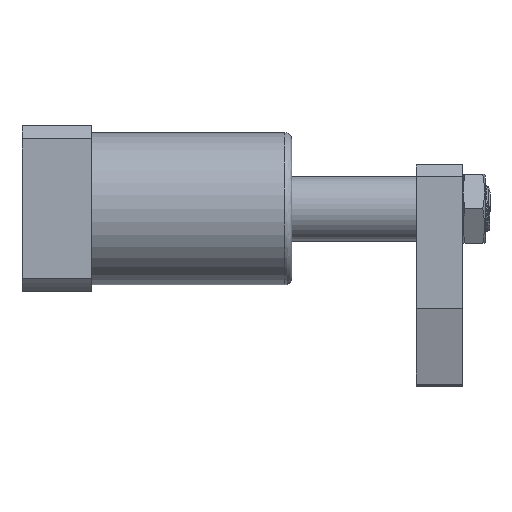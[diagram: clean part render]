
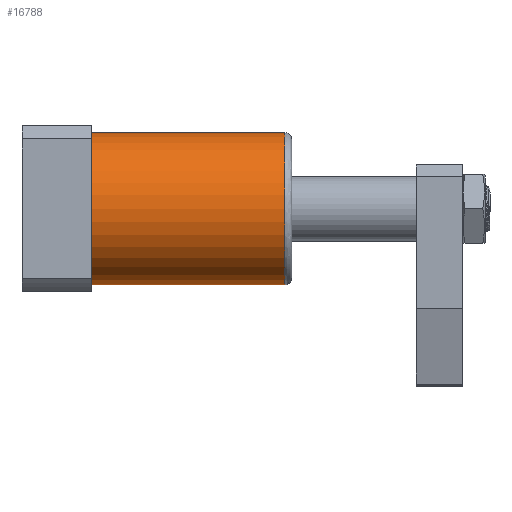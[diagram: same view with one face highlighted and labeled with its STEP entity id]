
A CAD part, top view. The second image highlights one B-rep face of the part: STEP entity #16788.
In plain terms, the highlighted cylindrical face has radius 33 mm (diameter 66 mm), a partial arc.
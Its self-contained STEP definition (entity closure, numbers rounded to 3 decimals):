
#5608 = VECTOR ( 'NONE', #32203, 1000. ) ;
#6395 = VERTEX_POINT ( 'NONE', #25478 ) ;
#8181 = EDGE_LOOP ( 'NONE', ( #11471, #17104, #16992, #23220 ) ) ;
#10763 = DIRECTION ( 'NONE',  ( 1., 0., 0. ) ) ;
#10853 = DIRECTION ( 'NONE',  ( 0., 1., 0. ) ) ;
#11471 = ORIENTED_EDGE ( 'NONE', *, *, #12273, .F. ) ;
#12273 = EDGE_CURVE ( 'NONE', #43363, #23419, #12306, .T. ) ;
#12306 = CIRCLE ( 'NONE', #14969, 33. ) ;
#14045 = VERTEX_POINT ( 'NONE', #38100 ) ;
#14969 = AXIS2_PLACEMENT_3D ( 'NONE', #26850, #50742, #10853 ) ;
#16760 = CARTESIAN_POINT ( 'NONE',  ( 114., 0., 0. ) ) ;
#16788 = ADVANCED_FACE ( 'NONE', ( #41892 ), #28773, .T. ) ;
#16838 = AXIS2_PLACEMENT_3D ( 'NONE', #16760, #41166, #29107 ) ;
#16992 = ORIENTED_EDGE ( 'NONE', *, *, #45928, .F. ) ;
#17104 = ORIENTED_EDGE ( 'NONE', *, *, #33221, .T. ) ;
#19097 = CARTESIAN_POINT ( 'NONE',  ( 30., -33., 0. ) ) ;
#23220 = ORIENTED_EDGE ( 'NONE', *, *, #39394, .F. ) ;
#23419 = VERTEX_POINT ( 'NONE', #51042 ) ;
#25478 = CARTESIAN_POINT ( 'NONE',  ( 114., -33., 0. ) ) ;
#26850 = CARTESIAN_POINT ( 'NONE',  ( 30., 0., 0. ) ) ;
#27731 = CARTESIAN_POINT ( 'NONE',  ( 30., -33., 0. ) ) ;
#28773 = CYLINDRICAL_SURFACE ( 'NONE', #40867, 33. ) ;
#29107 = DIRECTION ( 'NONE',  ( 0., 0., -1. ) ) ;
#31788 = DIRECTION ( 'NONE',  ( 1., 0., 0. ) ) ;
#32203 = DIRECTION ( 'NONE',  ( 1., 0., 0. ) ) ;
#33221 = EDGE_CURVE ( 'NONE', #43363, #6395, #49144, .T. ) ;
#35853 = LINE ( 'NONE', #52052, #5608 ) ;
#37019 = CIRCLE ( 'NONE', #16838, 33. ) ;
#38100 = CARTESIAN_POINT ( 'NONE',  ( 114., 33., 0. ) ) ;
#38514 = DIRECTION ( 'NONE',  ( 0., 1., 0. ) ) ;
#39394 = EDGE_CURVE ( 'NONE', #23419, #14045, #35853, .T. ) ;
#40867 = AXIS2_PLACEMENT_3D ( 'NONE', #42170, #10763, #38514 ) ;
#41166 = DIRECTION ( 'NONE',  ( 1., 0., 0. ) ) ;
#41892 = FACE_OUTER_BOUND ( 'NONE', #8181, .T. ) ;
#42170 = CARTESIAN_POINT ( 'NONE',  ( 30., 0., 0. ) ) ;
#43363 = VERTEX_POINT ( 'NONE', #27731 ) ;
#45928 = EDGE_CURVE ( 'NONE', #14045, #6395, #37019, .T. ) ;
#47881 = VECTOR ( 'NONE', #31788, 1000. ) ;
#49144 = LINE ( 'NONE', #19097, #47881 ) ;
#50742 = DIRECTION ( 'NONE',  ( -1., 0., 0. ) ) ;
#51042 = CARTESIAN_POINT ( 'NONE',  ( 30., 33., 0. ) ) ;
#52052 = CARTESIAN_POINT ( 'NONE',  ( 30., 33., 0. ) ) ;
